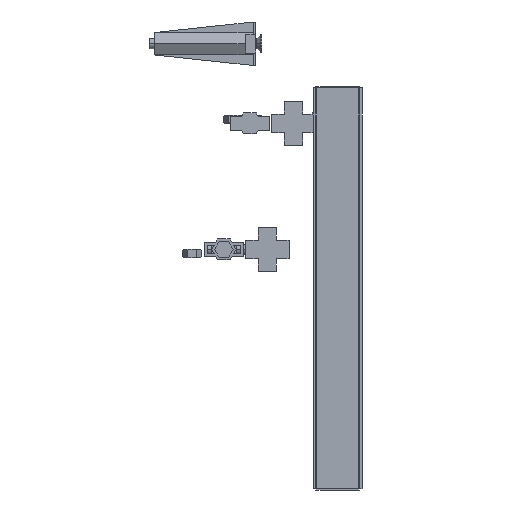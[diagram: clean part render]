
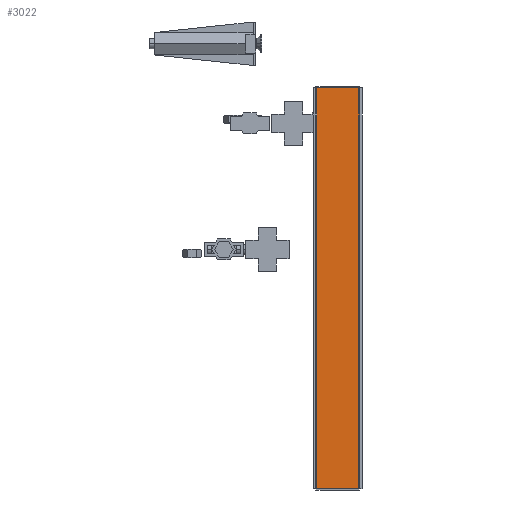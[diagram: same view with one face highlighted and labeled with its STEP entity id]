
A CAD part, front view. The second image highlights one B-rep face of the part: STEP entity #3022.
In plain terms, the highlighted planar face has unit normal (0, -1, 0).
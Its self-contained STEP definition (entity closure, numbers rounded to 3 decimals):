
#47 = FACE_OUTER_BOUND ( 'NONE', #6846, .T. ) ;
#406 = CARTESIAN_POINT ( 'NONE',  ( -19.65, -2., -161.25 ) ) ;
#952 = EDGE_CURVE ( 'NONE', #5056, #2491, #4055, .T. ) ;
#1045 = DIRECTION ( 'NONE',  ( 0., 0., -1. ) ) ;
#1142 = LINE ( 'NONE', #2962, #7500 ) ;
#1670 = DIRECTION ( 'NONE',  ( 0., -1., 0. ) ) ;
#2142 = CARTESIAN_POINT ( 'NONE',  ( -17.05, -2., -161.25 ) ) ;
#2146 = VECTOR ( 'NONE', #6094, 1000. ) ;
#2491 = VERTEX_POINT ( 'NONE', #2740 ) ;
#2740 = CARTESIAN_POINT ( 'NONE',  ( -17.05, -2., 161.25 ) ) ;
#2931 = VERTEX_POINT ( 'NONE', #6664 ) ;
#2962 = CARTESIAN_POINT ( 'NONE',  ( -17.05, -2., 161.25 ) ) ;
#3022 = ADVANCED_FACE ( 'NONE', ( #47 ), #5464, .T. ) ;
#3179 = ORIENTED_EDGE ( 'NONE', *, *, #952, .T. ) ;
#3284 = VECTOR ( 'NONE', #6081, 1000. ) ;
#3595 = DIRECTION ( 'NONE',  ( -1., 0., 0. ) ) ;
#3650 = CARTESIAN_POINT ( 'NONE',  ( 17.05, -2., 161.25 ) ) ;
#3724 = ORIENTED_EDGE ( 'NONE', *, *, #8194, .T. ) ;
#4055 = LINE ( 'NONE', #5444, #2146 ) ;
#4861 = EDGE_CURVE ( 'NONE', #2491, #6072, #1142, .T. ) ;
#5056 = VERTEX_POINT ( 'NONE', #3650 ) ;
#5118 = LINE ( 'NONE', #406, #7411 ) ;
#5125 = ORIENTED_EDGE ( 'NONE', *, *, #5558, .F. ) ;
#5444 = CARTESIAN_POINT ( 'NONE',  ( -19.65, -2., 161.25 ) ) ;
#5464 = PLANE ( 'NONE',  #8195 ) ;
#5558 = EDGE_CURVE ( 'NONE', #2931, #6072, #5118, .T. ) ;
#5777 = ORIENTED_EDGE ( 'NONE', *, *, #4861, .T. ) ;
#6072 = VERTEX_POINT ( 'NONE', #2142 ) ;
#6081 = DIRECTION ( 'NONE',  ( 0., 0., 1. ) ) ;
#6094 = DIRECTION ( 'NONE',  ( -1., 0., 0. ) ) ;
#6124 = DIRECTION ( 'NONE',  ( 0., 0., -1. ) ) ;
#6495 = LINE ( 'NONE', #7949, #3284 ) ;
#6664 = CARTESIAN_POINT ( 'NONE',  ( 17.05, -2., -161.25 ) ) ;
#6846 = EDGE_LOOP ( 'NONE', ( #5125, #3724, #3179, #5777 ) ) ;
#7411 = VECTOR ( 'NONE', #3595, 1000. ) ;
#7500 = VECTOR ( 'NONE', #6124, 1000. ) ;
#7949 = CARTESIAN_POINT ( 'NONE',  ( 17.05, -2., -161.25 ) ) ;
#8008 = CARTESIAN_POINT ( 'NONE',  ( -19.65, -2., 161.25 ) ) ;
#8194 = EDGE_CURVE ( 'NONE', #2931, #5056, #6495, .T. ) ;
#8195 = AXIS2_PLACEMENT_3D ( 'NONE', #8008, #1670, #1045 ) ;
